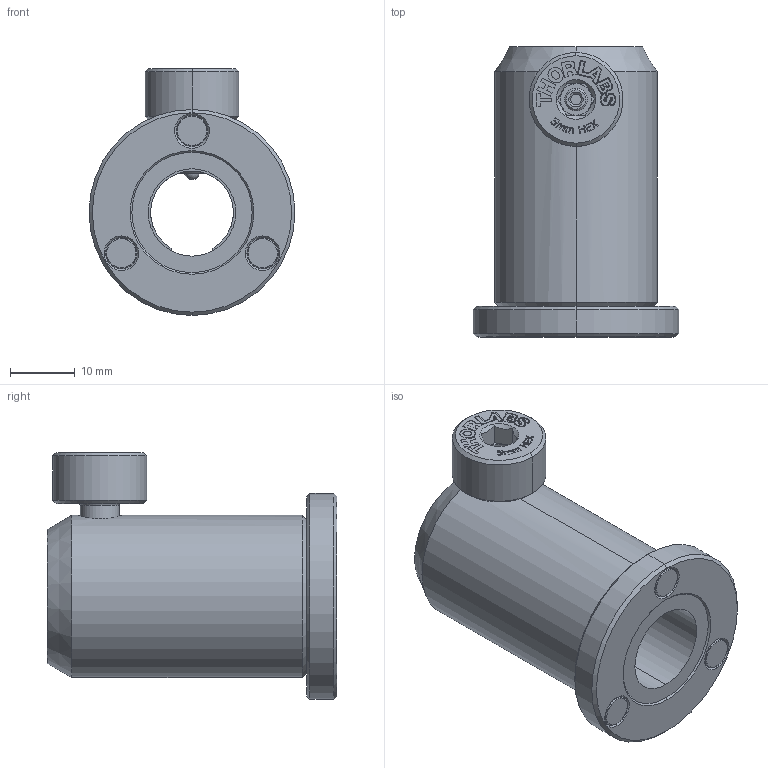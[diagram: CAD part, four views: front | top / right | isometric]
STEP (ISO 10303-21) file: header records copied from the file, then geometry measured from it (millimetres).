
FILE_DESCRIPTION (( 'STEP AP214' ), '1' );
FILE_NAME ('23142-E0W.STEP', '2012-09-10T17:45:34', ( 'Admin' ), ( 'Thorlabs, Inc.' ), 'SwSTEP 2.0', 'SolidWorks 2011', '' );
FILE_SCHEMA (( 'AUTOMOTIVE_DESIGN' ));
Length unit declared in the file: inch
Products named in the file (1): 23142-E0W
Bounding box: 31.75 x 44.7 x 38.06 mm (x, y, z)
Volume: 18026.8 mm3; surface area: 9486 mm2
Topology: 9 solids, 9 shells, 450 faces, 1130 edges, 733 vertices
Faces by surface type: plane 227, bspline 96, cylinder 71, cone 40, torus 14, sphere 2
Entity records: 22049 total; most frequent: CARTESIAN_POINT 5954, ORIENTED_EDGE 2252, DIRECTION 1763, EDGE_CURVE 1126, VERTEX_POINT 731, LINE 705, VECTOR 705, AXIS2_PLACEMENT_3D 529
